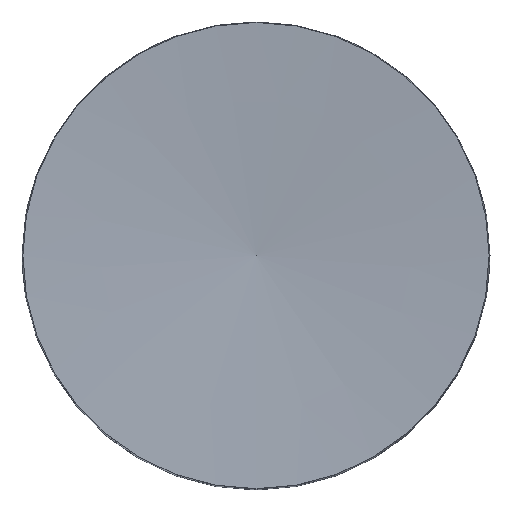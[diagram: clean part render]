
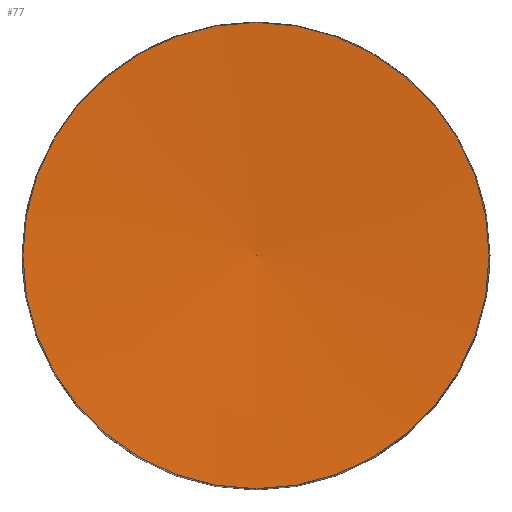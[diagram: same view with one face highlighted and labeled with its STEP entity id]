
A CAD part, top view. The second image highlights one B-rep face of the part: STEP entity #77.
In plain terms, the highlighted conical face has half-angle 86.5 degrees and reference radius 27.398 mm.
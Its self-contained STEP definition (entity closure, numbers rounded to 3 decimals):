
#15=FACE_OUTER_BOUND('',#20,.T.);
#20=EDGE_LOOP('',(#54,#55,#56));
#25=CIRCLE('',#97,54.796);
#29=LINE('',#134,#34);
#34=VECTOR('',#109,27.398);
#39=VERTEX_POINT('',#132);
#40=VERTEX_POINT('',#133);
#45=EDGE_CURVE('',#39,#40,#29,.T.);
#46=EDGE_CURVE('',#40,#40,#25,.T.);
#54=ORIENTED_EDGE('',*,*,#45,.T.);
#55=ORIENTED_EDGE('',*,*,#46,.F.);
#56=ORIENTED_EDGE('',*,*,#45,.F.);
#72=CONICAL_SURFACE('',#96,27.398,1.51);
#77=ADVANCED_FACE('',(#15),#72,.F.);
#96=AXIS2_PLACEMENT_3D('',#131,#107,#108);
#97=AXIS2_PLACEMENT_3D('',#135,#110,#111);
#107=DIRECTION('center_axis',(0.,0.,1.));
#108=DIRECTION('ref_axis',(0.,1.,0.));
#109=DIRECTION('',(0.,-0.998,0.061));
#110=DIRECTION('center_axis',(0.,0.,-1.));
#111=DIRECTION('ref_axis',(1.,0.,0.));
#131=CARTESIAN_POINT('Origin',(0.,0.,56.676));
#132=CARTESIAN_POINT('',(0.,0.,55.));
#133=CARTESIAN_POINT('',(0.,-54.796,58.351));
#134=CARTESIAN_POINT('',(0.,-27.398,56.676));
#135=CARTESIAN_POINT('Origin',(0.,0.,58.351));
